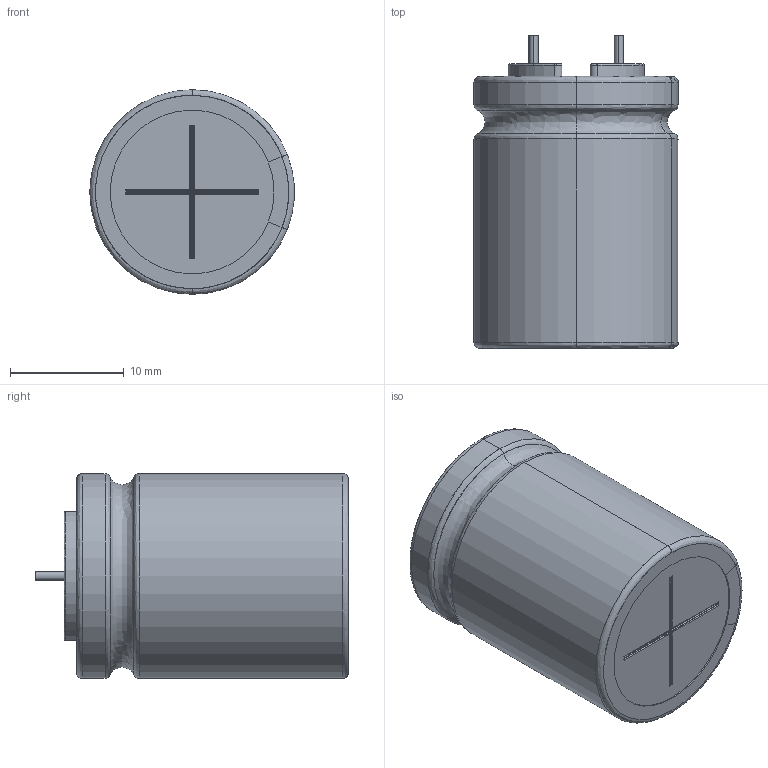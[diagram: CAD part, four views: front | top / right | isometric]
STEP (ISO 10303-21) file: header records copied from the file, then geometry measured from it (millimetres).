
FILE_DESCRIPTION (( 'STEP AP214' ), '1' );
FILE_NAME ('18x25_Lead.STEP', '2020-02-19T22:42:20', ( '' ), ( '' ), 'SwSTEP 2.0', 'SolidWorks 2019', '' );
FILE_SCHEMA (( 'AUTOMOTIVE_DESIGN' ));
Length unit declared in the file: inch
Products named in the file (1): 18x25_Lead
Bounding box: 17.97 x 27.5 x 18 mm (x, y, z)
Volume: 6023.9 mm3; surface area: 5005.6 mm2
Topology: 3 solids, 3 shells, 178 faces, 429 edges, 262 vertices
Faces by surface type: bspline 75, cylinder 68, plane 35
Entity records: 7726 total; most frequent: CARTESIAN_POINT 3245, ORIENTED_EDGE 858, DIRECTION 743, EDGE_CURVE 429, AXIS2_PLACEMENT_3D 298, VERTEX_POINT 262, CIRCLE 194, EDGE_LOOP 183
